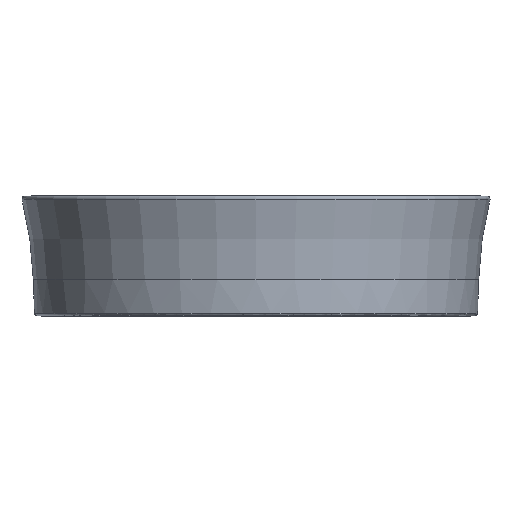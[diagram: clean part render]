
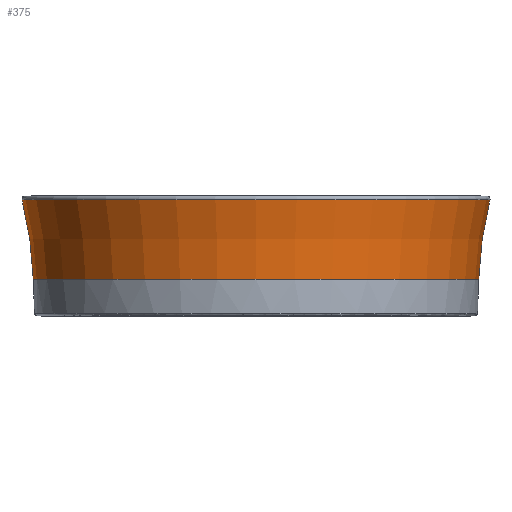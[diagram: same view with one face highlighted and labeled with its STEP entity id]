
A CAD part, top view. The second image highlights one B-rep face of the part: STEP entity #375.
In plain terms, the highlighted toroidal (fillet/blend) face has major radius 580.814 mm and minor radius 367 mm.
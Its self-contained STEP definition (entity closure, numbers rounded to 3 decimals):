
#366=TOROIDAL_SURFACE('',#2380,580.814,367.);
#375=ADVANCED_FACE('',(#650,#651),#366,.F.);
#541=CIRCLE('',#2377,214.037);
#542=CIRCLE('',#2379,224.86);
#650=FACE_BOUND('',#678,.T.);
#651=FACE_BOUND('',#679,.T.);
#678=EDGE_LOOP('',(#856));
#679=EDGE_LOOP('',(#857));
#856=ORIENTED_EDGE('',*,*,#1779,.T.);
#857=ORIENTED_EDGE('',*,*,#1778,.F.);
#1571=VERTEX_POINT('',#2876);
#1572=VERTEX_POINT('',#2879);
#1778=EDGE_CURVE('',#1571,#1571,#541,.T.);
#1779=EDGE_CURVE('',#1572,#1572,#542,.T.);
#2377=AXIS2_PLACEMENT_3D('',#2875,#2509,#2510);
#2379=AXIS2_PLACEMENT_3D('',#2878,#2513,#2514);
#2380=AXIS2_PLACEMENT_3D('',#2880,#2515,#2516);
#2509=DIRECTION('',(0.,-1.,0.));
#2510=DIRECTION('',(0.,0.,-1.));
#2513=DIRECTION('',(0.,-1.,0.));
#2514=DIRECTION('',(0.,0.,-1.));
#2515=DIRECTION('',(0.,-1.,0.));
#2516=DIRECTION('',(0.,0.,1.));
#2875=CARTESIAN_POINT('',(0.,47.281,0.));
#2876=CARTESIAN_POINT('',(0.,47.281,-214.037));
#2878=CARTESIAN_POINT('',(0.,123.836,0.));
#2879=CARTESIAN_POINT('',(0.,123.836,-224.86));
#2880=CARTESIAN_POINT('',(0.,34.473,0.));
